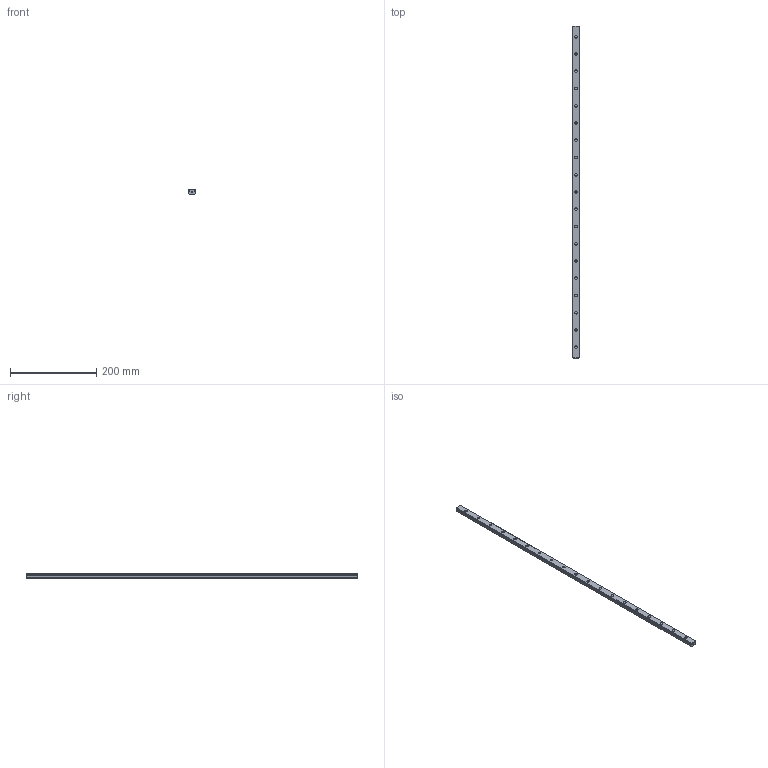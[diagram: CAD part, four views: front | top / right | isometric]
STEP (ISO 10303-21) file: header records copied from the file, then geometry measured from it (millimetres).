
FILE_DESCRIPTION(('STEP AP214'),'1');
FILE_NAME('cctmp_D4965645-5D9B-4829-94A0-4BD010775865_2021_02_19_13_53_03_0531..stp','2021-02-19T12:53:03',('HIWIN GmbH'),('CADClick - www.CADClick.com'),'Spatial InterOp 3D',' ','unknown authorization');
FILE_SCHEMA(('AUTOMOTIVE_DESIGN'));
Length unit declared in the file: millimetre
Products named in the file (1): MGNR15R770CM_FILE
Bounding box: 15 x 770 x 10 mm (x, y, z)
Volume: 107018.3 mm3; surface area: 45712.2 mm2
Topology: 1 solids, 1 shells, 266 faces, 609 edges, 406 vertices
Faces by surface type: plane 136, cylinder 130
Entity records: 9745 total; most frequent: DIRECTION 1403, CARTESIAN_POINT 1282, ORIENTED_EDGE 1218, EDGE_CURVE 609, AXIS2_PLACEMENT_3D 527, VERTEX_POINT 406, LINE 349, VECTOR 349
